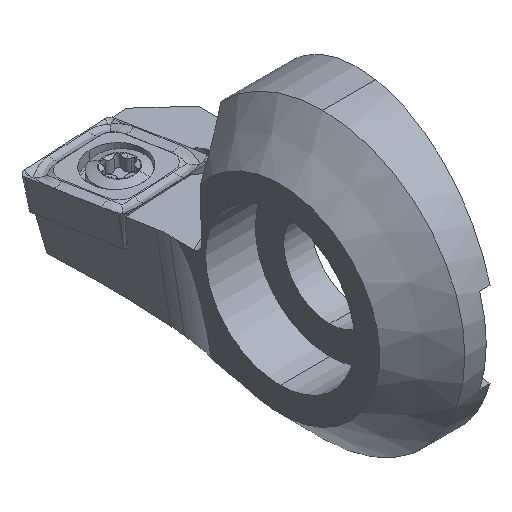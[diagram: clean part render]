
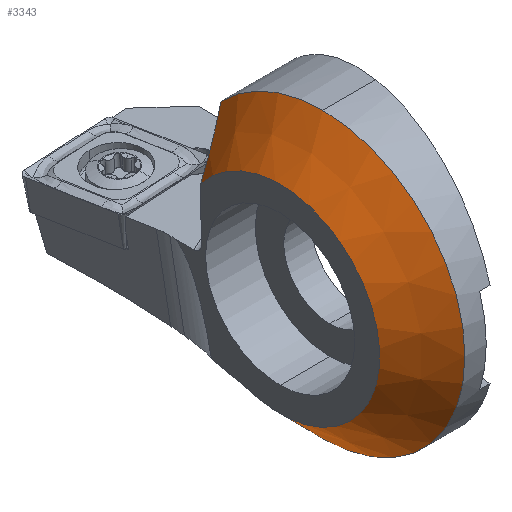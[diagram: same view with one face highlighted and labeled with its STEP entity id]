
A CAD part, isometric view. The second image highlights one B-rep face of the part: STEP entity #3343.
In plain terms, the highlighted conical face has half-angle 45 degrees and reference radius 10 mm.
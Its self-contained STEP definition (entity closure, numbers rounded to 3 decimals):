
#24 = CARTESIAN_POINT ( 'NONE',  ( -5.346, 5.669, 4.364 ) ) ;
#42 = CONICAL_SURFACE ( 'NONE', #3200, 10., 0.785 ) ;
#68 = CIRCLE ( 'NONE', #3582, 10. ) ;
#113 = EDGE_CURVE ( 'NONE', #2819, #639, #2229, .T. ) ;
#356 = DIRECTION ( 'NONE',  ( -1., 0., 0. ) ) ;
#392 = CARTESIAN_POINT ( 'NONE',  ( -2.5, 7.162, 6.979 ) ) ;
#448 = EDGE_CURVE ( 'NONE', #872, #4316, #68, .T. ) ;
#456 = VECTOR ( 'NONE', #468, 1000. ) ;
#468 = DIRECTION ( 'NONE',  ( -0.707, -0.56, -0.431 ) ) ;
#476 = DIRECTION ( 'NONE',  ( -1., 0., 0. ) ) ;
#585 = AXIS2_PLACEMENT_3D ( 'NONE', #2641, #476, #2275 ) ;
#607 = EDGE_LOOP ( 'NONE', ( #2647, #2365, #3381, #4590, #1626, #3547, #2182 ) ) ;
#639 = VERTEX_POINT ( 'NONE', #2000 ) ;
#719 = FACE_OUTER_BOUND ( 'NONE', #607, .T. ) ;
#739 = CARTESIAN_POINT ( 'NONE',  ( -7.05, 1.411, -5.264 ) ) ;
#761 = CARTESIAN_POINT ( 'NONE',  ( -2.995, 6.829, 6.612 ) ) ;
#844 = DIRECTION ( 'NONE',  ( -1., 0., 0. ) ) ;
#872 = VERTEX_POINT ( 'NONE', #1818 ) ;
#937 = EDGE_CURVE ( 'NONE', #2103, #1942, #3160, .T. ) ;
#1084 = CARTESIAN_POINT ( 'NONE',  ( -4.899, 5.844, 4.871 ) ) ;
#1109 = EDGE_CURVE ( 'NONE', #1520, #872, #2603, .T. ) ;
#1133 = EDGE_CURVE ( 'NONE', #2103, #639, #3302, .T. ) ;
#1362 = DIRECTION ( 'NONE',  ( 1., 0., 0. ) ) ;
#1444 = VECTOR ( 'NONE', #2197, 1000. ) ;
#1447 = CARTESIAN_POINT ( 'NONE',  ( -4.432, 6.051, 5.338 ) ) ;
#1520 = VERTEX_POINT ( 'NONE', #4355 ) ;
#1626 = ORIENTED_EDGE ( 'NONE', *, *, #937, .F. ) ;
#1771 = AXIS2_PLACEMENT_3D ( 'NONE', #2200, #2900, #3659 ) ;
#1818 = CARTESIAN_POINT ( 'NONE',  ( -2.5, 0., -10. ) ) ;
#1942 = VERTEX_POINT ( 'NONE', #2787 ) ;
#2000 = CARTESIAN_POINT ( 'NONE',  ( -5.5, 5.547, 4.27 ) ) ;
#2012 = EDGE_CURVE ( 'NONE', #1520, #2819, #2696, .T. ) ;
#2103 = VERTEX_POINT ( 'NONE', #24 ) ;
#2104 = DIRECTION ( 'NONE',  ( 0., 1., 0. ) ) ;
#2182 = ORIENTED_EDGE ( 'NONE', *, *, #113, .F. ) ;
#2197 = DIRECTION ( 'NONE',  ( -0.707, -0.183, 0.683 ) ) ;
#2200 = CARTESIAN_POINT ( 'NONE',  ( -5.5, 0., 0. ) ) ;
#2229 = CIRCLE ( 'NONE', #1771, 7. ) ;
#2275 = DIRECTION ( 'NONE',  ( 0., -1., 0. ) ) ;
#2365 = ORIENTED_EDGE ( 'NONE', *, *, #1109, .T. ) ;
#2491 = DIRECTION ( 'NONE',  ( 0., -1., 0. ) ) ;
#2516 = CARTESIAN_POINT ( 'NONE',  ( -5.346, 5.669, 4.364 ) ) ;
#2603 = CIRCLE ( 'NONE', #4154, 10. ) ;
#2641 = CARTESIAN_POINT ( 'NONE',  ( -2.5, 0., 0. ) ) ;
#2647 = ORIENTED_EDGE ( 'NONE', *, *, #2012, .F. ) ;
#2674 = CARTESIAN_POINT ( 'NONE',  ( -5.5, 5.547, 4.27 ) ) ;
#2696 = LINE ( 'NONE', #739, #1444 ) ;
#2787 = CARTESIAN_POINT ( 'NONE',  ( -2.5, 7.162, 6.979 ) ) ;
#2819 = VERTEX_POINT ( 'NONE', #4122 ) ;
#2900 = DIRECTION ( 'NONE',  ( -1., 0., 0. ) ) ;
#3160 = B_SPLINE_CURVE_WITH_KNOTS ( 'NONE', 3,
 ( #2516, #1084, #1447, #3945, #761, #392 ),
 .UNSPECIFIED., .F., .F.,
 ( 4, 2, 4 ),
 ( 0., 0.002, 0.004 ),
 .UNSPECIFIED. ) ;
#3200 = AXIS2_PLACEMENT_3D ( 'NONE', #3815, #1362, #2104 ) ;
#3302 = LINE ( 'NONE', #2674, #456 ) ;
#3316 = CARTESIAN_POINT ( 'NONE',  ( -2.5, 0., 10. ) ) ;
#3323 = DIRECTION ( 'NONE',  ( 0., -1., 0. ) ) ;
#3343 = ADVANCED_FACE ( 'NONE', ( #719 ), #42, .T. ) ;
#3374 = CARTESIAN_POINT ( 'NONE',  ( -2.5, 0., 0. ) ) ;
#3381 = ORIENTED_EDGE ( 'NONE', *, *, #448, .T. ) ;
#3547 = ORIENTED_EDGE ( 'NONE', *, *, #1133, .T. ) ;
#3579 = CARTESIAN_POINT ( 'NONE',  ( -2.5, 0., 0. ) ) ;
#3582 = AXIS2_PLACEMENT_3D ( 'NONE', #3579, #356, #2491 ) ;
#3659 = DIRECTION ( 'NONE',  ( 0., 1., 0. ) ) ;
#3815 = CARTESIAN_POINT ( 'NONE',  ( -2.5, 0., 0. ) ) ;
#3945 = CARTESIAN_POINT ( 'NONE',  ( -3.481, 6.544, 6.209 ) ) ;
#4122 = CARTESIAN_POINT ( 'NONE',  ( -5.5, 1.812, -6.761 ) ) ;
#4154 = AXIS2_PLACEMENT_3D ( 'NONE', #3374, #844, #3323 ) ;
#4248 = EDGE_CURVE ( 'NONE', #4316, #1942, #4278, .T. ) ;
#4278 = CIRCLE ( 'NONE', #585, 10. ) ;
#4316 = VERTEX_POINT ( 'NONE', #3316 ) ;
#4355 = CARTESIAN_POINT ( 'NONE',  ( -2.5, 2.588, -9.659 ) ) ;
#4590 = ORIENTED_EDGE ( 'NONE', *, *, #4248, .T. ) ;
